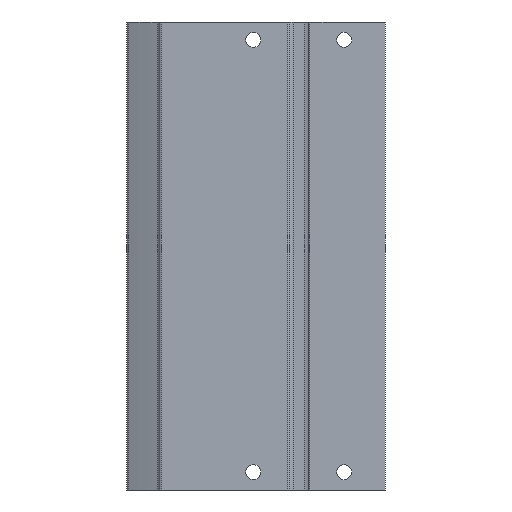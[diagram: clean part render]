
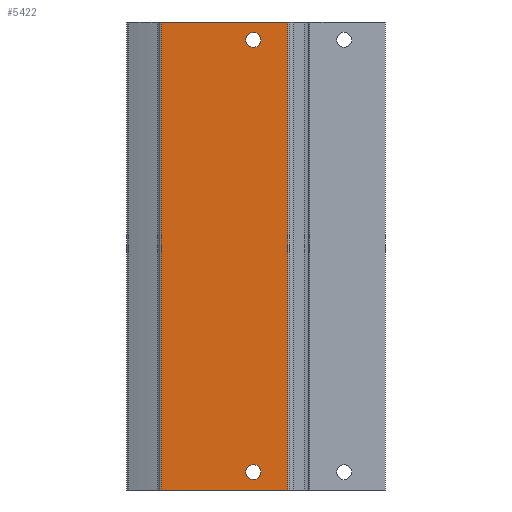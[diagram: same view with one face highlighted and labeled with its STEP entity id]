
A CAD part, front view. The second image highlights one B-rep face of the part: STEP entity #5422.
In plain terms, the highlighted planar face has unit normal (0, -1, 0).
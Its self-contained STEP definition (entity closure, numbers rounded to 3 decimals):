
#223=PLANE('',#5863);
#409=CIRCLE('',#5864,3.15);
#410=CIRCLE('',#5865,3.15);
#793=ORIENTED_EDGE('',*,*,#2219,.F.);
#794=ORIENTED_EDGE('',*,*,#2220,.F.);
#795=ORIENTED_EDGE('',*,*,#2221,.F.);
#796=ORIENTED_EDGE('',*,*,#2218,.F.);
#797=ORIENTED_EDGE('',*,*,#2222,.T.);
#798=ORIENTED_EDGE('',*,*,#2223,.T.);
#2218=EDGE_CURVE('',#2928,#2927,#3449,.T.);
#2219=EDGE_CURVE('',#2929,#2929,#409,.T.);
#2220=EDGE_CURVE('',#2930,#2930,#410,.T.);
#2221=EDGE_CURVE('',#2927,#2931,#3450,.T.);
#2222=EDGE_CURVE('',#2928,#2932,#3451,.T.);
#2223=EDGE_CURVE('',#2932,#2931,#3452,.T.);
#2927=VERTEX_POINT('',#8583);
#2928=VERTEX_POINT('',#8585);
#2929=VERTEX_POINT('',#8589);
#2930=VERTEX_POINT('',#8591);
#2931=VERTEX_POINT('',#8593);
#2932=VERTEX_POINT('',#8595);
#3449=LINE('',#8586,#3824);
#3450=LINE('',#8592,#3825);
#3451=LINE('',#8594,#3826);
#3452=LINE('',#8596,#3827);
#3824=VECTOR('',#6591,1000.);
#3825=VECTOR('',#6598,1000.);
#3826=VECTOR('',#6599,1000.);
#3827=VECTOR('',#6600,1000.);
#4206=EDGE_LOOP('',(#793));
#4207=EDGE_LOOP('',(#794));
#4208=EDGE_LOOP('',(#795,#796,#797,#798));
#4763=FACE_BOUND('',#4206,.T.);
#4764=FACE_BOUND('',#4207,.T.);
#4765=FACE_BOUND('',#4208,.T.);
#5422=ADVANCED_FACE('',(#4763,#4764,#4765),#223,.T.);
#5863=AXIS2_PLACEMENT_3D('',#8587,#6592,#6593);
#5864=AXIS2_PLACEMENT_3D('',#8588,#6594,#6595);
#5865=AXIS2_PLACEMENT_3D('',#8590,#6596,#6597);
#6591=DIRECTION('',(0.,0.,1.));
#6592=DIRECTION('',(0.,-1.,0.));
#6593=DIRECTION('',(0.,0.,-1.));
#6594=DIRECTION('',(0.,-1.,0.));
#6595=DIRECTION('',(0.,0.,-1.));
#6596=DIRECTION('',(0.,-1.,0.));
#6597=DIRECTION('',(0.,0.,-1.));
#6598=DIRECTION('',(1.,0.,0.));
#6599=DIRECTION('',(1.,0.,0.));
#6600=DIRECTION('',(0.,0.,1.));
#8583=CARTESIAN_POINT('',(-57.5,0.,0.));
#8585=CARTESIAN_POINT('',(-57.5,0.,-196.));
#8586=CARTESIAN_POINT('',(-57.5,0.,-196.));
#8587=CARTESIAN_POINT('',(-57.5,0.,-196.));
#8588=CARTESIAN_POINT('',(-19.,0.,-188.5));
#8589=CARTESIAN_POINT('',(-19.,0.,-191.65));
#8590=CARTESIAN_POINT('',(-19.,0.,-7.5));
#8591=CARTESIAN_POINT('',(-19.,0.,-10.65));
#8592=CARTESIAN_POINT('',(-57.5,0.,0.));
#8593=CARTESIAN_POINT('',(-4.7,0.,0.));
#8594=CARTESIAN_POINT('',(-57.5,0.,-196.));
#8595=CARTESIAN_POINT('',(-4.7,0.,-196.));
#8596=CARTESIAN_POINT('',(-4.7,0.,-196.));
